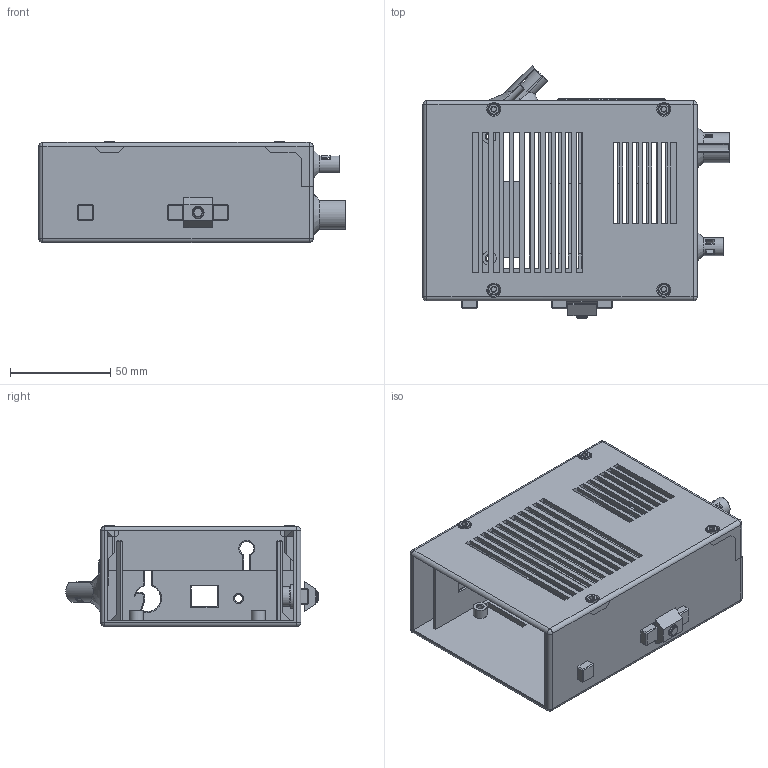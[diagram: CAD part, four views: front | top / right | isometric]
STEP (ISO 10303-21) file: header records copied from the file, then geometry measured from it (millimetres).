
FILE_DESCRIPTION(/* description */ (''),/* implementation_level */ '2;1');
FILE_NAME(/* name */ 'EinsyBox.step',/* time_stamp */ '2018-03-24T22:47:44+01:00',/* author */ (''),/* organization */ (''),/* preprocessor_version */ 'ST-DEVELOPER v16.13',/* originating_system */ 'Autodesk Translation Framework v6.5.0.72',/* authorisation */ '');
FILE_SCHEMA (('AUTOMOTIVE_DESIGN { 1 0 10303 214 3 1 1 }'));
Products named in the file (10): EinsyBox; MainBody; Screws&Nuts (14); PACK-HNTTSN6-6 v1 (3); M6 washer v1 (1); M6 x 14mm v1 (1); Cover; Screws&Nuts (8); M3 Square Nut v1 (4); M3 x 0.5mm Thread 8mm LONG SOCKET HEAD CAP SCREW v1
Assembly tree (15 placements, depth 4):
  EinsyBox
    MainBody
      Screws&Nuts (14)
        PACK-HNTTSN6-6 v1 (3)
        M6 washer v1 (1)
        M6 x 14mm v1 (1)
    Cover
      Screws&Nuts (8)
        M3 x 0.5mm Thread 8mm LONG SOCKET HEAD CAP SCREW v1  x4
        M3 Square Nut v1 (4)  x4
Bounding box: 153 x 126.27 x 50.5 mm (x, y, z)
Volume: 131108.5 mm3; surface area: 109595 mm2
Topology: 13 solids, 13 shells, 1310 faces, 3504 edges, 2236 vertices
Faces by surface type: plane 868, cylinder 277, cone 101, bspline 56, sphere 8
Full cylindrical faces by diameter (mm): 2.35 x60, 2.384 x4, 2.8 x4, 3 x60, 3.086 x12, 3.2 x1, 3.3 x12, 4 x1, 4.701 x12, 4.917 x1, 5.5 x4, 6 x18, 6.4 x1, 6.974 x3, 6.975 x1, 10 x1, 12 x1
Entity records: 49957 total; most frequent: CARTESIAN_POINT 22730, ORIENTED_EDGE 5852, DIRECTION 5076, EDGE_CURVE 2926, LINE 2254, VECTOR 2254, VERTEX_POINT 1862, AXIS2_PLACEMENT_3D 1411
